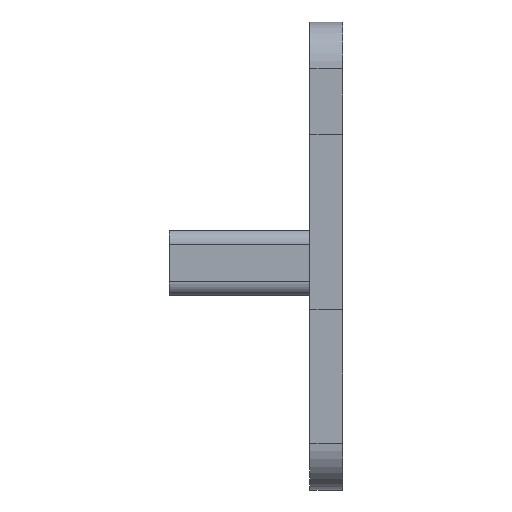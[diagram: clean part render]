
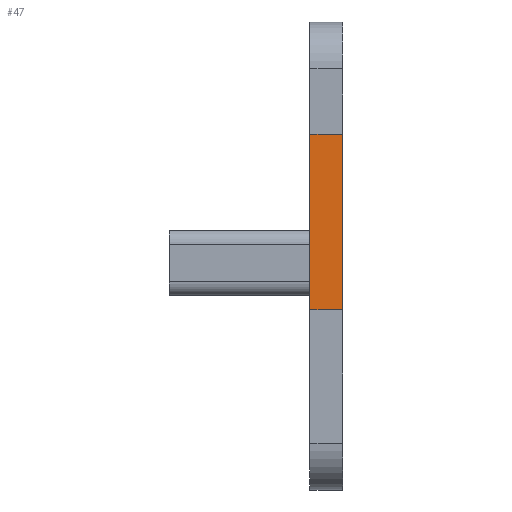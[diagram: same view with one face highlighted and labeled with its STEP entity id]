
A CAD part, left-side view. The second image highlights one B-rep face of the part: STEP entity #47.
In plain terms, the highlighted planar face has unit normal (-1, 0, 0).
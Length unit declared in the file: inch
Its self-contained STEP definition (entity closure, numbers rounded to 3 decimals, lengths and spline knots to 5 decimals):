
#47 = ADVANCED_FACE ( 'NONE', ( #1179 ), #487, .T. ) ;
#69 = DIRECTION ( 'NONE',  ( 0., 0., 1. ) ) ;
#109 = LINE ( 'NONE', #297, #1212 ) ;
#207 = CARTESIAN_POINT ( 'NONE',  ( -0.44, 0.07, -0.24 ) ) ;
#210 = CARTESIAN_POINT ( 'NONE',  ( -0.44, 0.07, -0.615 ) ) ;
#264 = CARTESIAN_POINT ( 'NONE',  ( -0.44, 0., 0. ) ) ;
#271 = EDGE_CURVE ( 'NONE', #394, #441, #754, .T. ) ;
#297 = CARTESIAN_POINT ( 'NONE',  ( -0.44, 0.07, -0.24 ) ) ;
#385 = EDGE_LOOP ( 'NONE', ( #408, #564, #691, #1012 ) ) ;
#394 = VERTEX_POINT ( 'NONE', #1073 ) ;
#408 = ORIENTED_EDGE ( 'NONE', *, *, #466, .T. ) ;
#441 = VERTEX_POINT ( 'NONE', #896 ) ;
#465 = CARTESIAN_POINT ( 'NONE',  ( -0.44, 0., -0.24 ) ) ;
#466 = EDGE_CURVE ( 'NONE', #489, #394, #568, .T. ) ;
#482 = EDGE_CURVE ( 'NONE', #811, #489, #109, .T. ) ;
#487 = PLANE ( 'NONE',  #569 ) ;
#489 = VERTEX_POINT ( 'NONE', #210 ) ;
#558 = DIRECTION ( 'NONE',  ( -1., 0., 0. ) ) ;
#564 = ORIENTED_EDGE ( 'NONE', *, *, #271, .T. ) ;
#568 = LINE ( 'NONE', #583, #740 ) ;
#569 = AXIS2_PLACEMENT_3D ( 'NONE', #264, #558, #1148 ) ;
#583 = CARTESIAN_POINT ( 'NONE',  ( -0.44, 0., -0.615 ) ) ;
#600 = LINE ( 'NONE', #465, #1068 ) ;
#691 = ORIENTED_EDGE ( 'NONE', *, *, #1243, .T. ) ;
#740 = VECTOR ( 'NONE', #875, 39.37008 ) ;
#754 = LINE ( 'NONE', #1253, #983 ) ;
#811 = VERTEX_POINT ( 'NONE', #207 ) ;
#868 = DIRECTION ( 'NONE',  ( 0., 1., 0. ) ) ;
#875 = DIRECTION ( 'NONE',  ( 0., -1., 0. ) ) ;
#896 = CARTESIAN_POINT ( 'NONE',  ( -0.44, 0., -0.24 ) ) ;
#969 = DIRECTION ( 'NONE',  ( 0., 0., -1. ) ) ;
#983 = VECTOR ( 'NONE', #69, 39.37008 ) ;
#1012 = ORIENTED_EDGE ( 'NONE', *, *, #482, .T. ) ;
#1068 = VECTOR ( 'NONE', #868, 39.37008 ) ;
#1073 = CARTESIAN_POINT ( 'NONE',  ( -0.44, 0., -0.615 ) ) ;
#1148 = DIRECTION ( 'NONE',  ( 0., 0., 1. ) ) ;
#1179 = FACE_OUTER_BOUND ( 'NONE', #385, .T. ) ;
#1212 = VECTOR ( 'NONE', #969, 39.37008 ) ;
#1243 = EDGE_CURVE ( 'NONE', #441, #811, #600, .T. ) ;
#1253 = CARTESIAN_POINT ( 'NONE',  ( -0.44, 0., -0.24 ) ) ;
